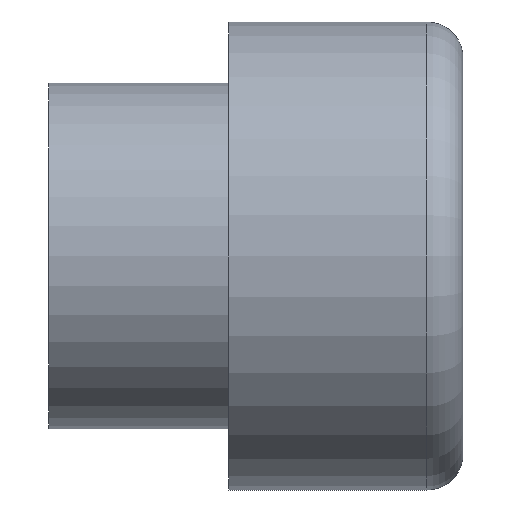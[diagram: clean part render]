
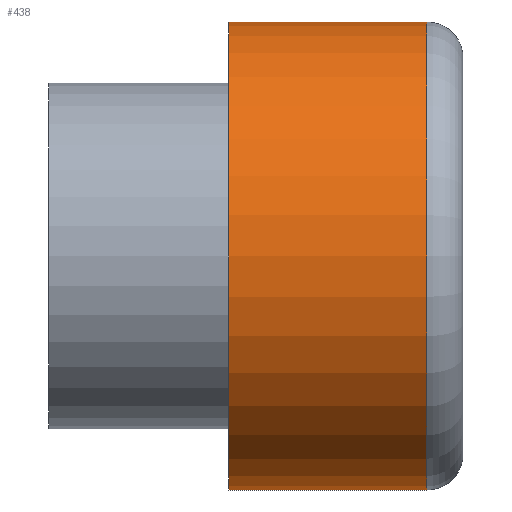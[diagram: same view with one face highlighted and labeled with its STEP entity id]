
A CAD part, left-side view. The second image highlights one B-rep face of the part: STEP entity #438.
In plain terms, the highlighted cylindrical face has radius 6.5 mm (diameter 13 mm), a partial arc.
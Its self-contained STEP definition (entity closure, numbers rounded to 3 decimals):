
#19 = CARTESIAN_POINT ( 'NONE',  ( 0., 0., 0. ) ) ;
#24 = DIRECTION ( 'NONE',  ( 0., 0., -1. ) ) ;
#31 = EDGE_CURVE ( 'NONE', #409, #465, #255, .T. ) ;
#48 = EDGE_CURVE ( 'NONE', #458, #446, #420, .T. ) ;
#82 = AXIS2_PLACEMENT_3D ( 'NONE', #437, #435, #394 ) ;
#92 = DIRECTION ( 'NONE',  ( 0., 0., -1. ) ) ;
#117 = ORIENTED_EDGE ( 'NONE', *, *, #31, .F. ) ;
#185 = DIRECTION ( 'NONE',  ( 0., -1., 0. ) ) ;
#201 = EDGE_CURVE ( 'NONE', #409, #458, #269, .T. ) ;
#216 = VECTOR ( 'NONE', #386, 1000. ) ;
#249 = CARTESIAN_POINT ( 'NONE',  ( 0., 0., 6.5 ) ) ;
#255 = LINE ( 'NONE', #249, #461 ) ;
#256 = EDGE_LOOP ( 'NONE', ( #117, #362, #544, #427 ) ) ;
#268 = EDGE_CURVE ( 'NONE', #446, #465, #548, .T. ) ;
#269 = CIRCLE ( 'NONE', #82, 6.5 ) ;
#271 = CARTESIAN_POINT ( 'NONE',  ( 0., 1., 6.5 ) ) ;
#273 = CARTESIAN_POINT ( 'NONE',  ( 0., 6.5, 6.5 ) ) ;
#277 = AXIS2_PLACEMENT_3D ( 'NONE', #19, #185, #24 ) ;
#316 = CYLINDRICAL_SURFACE ( 'NONE', #277, 6.5 ) ;
#334 = CARTESIAN_POINT ( 'NONE',  ( 0., 0., -6.5 ) ) ;
#362 = ORIENTED_EDGE ( 'NONE', *, *, #201, .T. ) ;
#363 = CARTESIAN_POINT ( 'NONE',  ( 0., 1., -6.5 ) ) ;
#386 = DIRECTION ( 'NONE',  ( 0., -1., 0. ) ) ;
#393 = CARTESIAN_POINT ( 'NONE',  ( 0., 1., 0. ) ) ;
#394 = DIRECTION ( 'NONE',  ( 0., 0., -1. ) ) ;
#409 = VERTEX_POINT ( 'NONE', #273 ) ;
#410 = FACE_OUTER_BOUND ( 'NONE', #256, .T. ) ;
#420 = LINE ( 'NONE', #334, #216 ) ;
#427 = ORIENTED_EDGE ( 'NONE', *, *, #268, .T. ) ;
#429 = AXIS2_PLACEMENT_3D ( 'NONE', #393, #474, #92 ) ;
#435 = DIRECTION ( 'NONE',  ( 0., -1., 0. ) ) ;
#437 = CARTESIAN_POINT ( 'NONE',  ( 0., 6.5, 0. ) ) ;
#438 = ADVANCED_FACE ( 'NONE', ( #410 ), #316, .T. ) ;
#446 = VERTEX_POINT ( 'NONE', #363 ) ;
#458 = VERTEX_POINT ( 'NONE', #524 ) ;
#461 = VECTOR ( 'NONE', #505, 1000. ) ;
#465 = VERTEX_POINT ( 'NONE', #271 ) ;
#474 = DIRECTION ( 'NONE',  ( 0., 1., 0. ) ) ;
#505 = DIRECTION ( 'NONE',  ( 0., -1., 0. ) ) ;
#524 = CARTESIAN_POINT ( 'NONE',  ( 0., 6.5, -6.5 ) ) ;
#544 = ORIENTED_EDGE ( 'NONE', *, *, #48, .T. ) ;
#548 = CIRCLE ( 'NONE', #429, 6.5 ) ;
